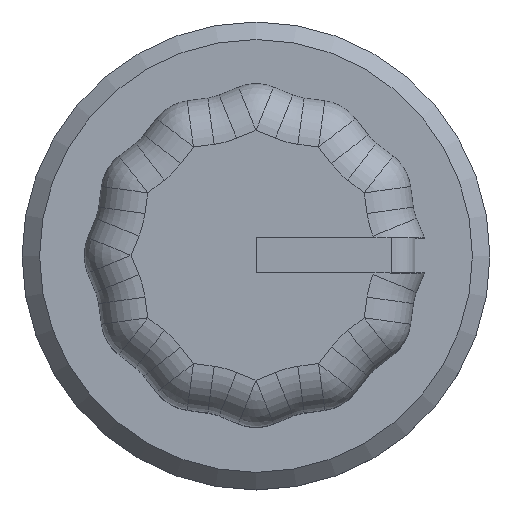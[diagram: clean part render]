
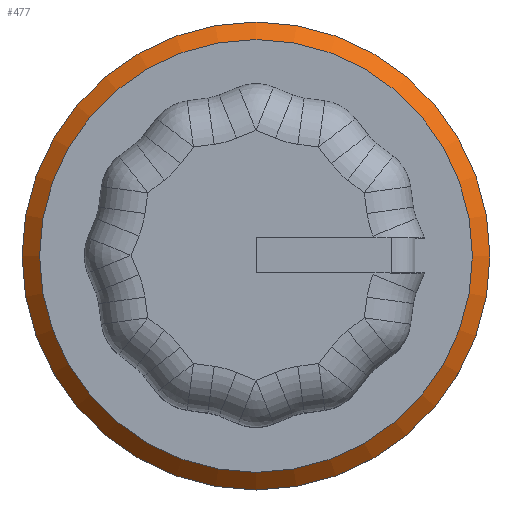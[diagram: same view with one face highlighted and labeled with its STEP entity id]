
A CAD part, top view. The second image highlights one B-rep face of the part: STEP entity #477.
In plain terms, the highlighted conical face has half-angle 45 degrees and reference radius 10 mm.
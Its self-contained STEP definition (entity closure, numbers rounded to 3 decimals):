
#21 = EDGE_CURVE('',#22,#22,#24,.T.);
#22 = VERTEX_POINT('',#23);
#23 = CARTESIAN_POINT('',(9.25,0.,0.));
#24 = CIRCLE('',#25,9.25);
#25 = AXIS2_PLACEMENT_3D('',#26,#27,#28);
#26 = CARTESIAN_POINT('',(0.,0.,0.));
#27 = DIRECTION('',(0.,0.,-1.));
#28 = DIRECTION('',(1.,0.,0.));
#477 = ADVANCED_FACE('',(#478),#497,.T.);
#478 = FACE_BOUND('',#479,.T.);
#479 = EDGE_LOOP('',(#480,#488,#489,#490));
#480 = ORIENTED_EDGE('',*,*,#481,.F.);
#481 = EDGE_CURVE('',#22,#482,#484,.T.);
#482 = VERTEX_POINT('',#483);
#483 = CARTESIAN_POINT('',(10.,0.,-0.75));
#484 = LINE('',#485,#486);
#485 = CARTESIAN_POINT('',(10.,0.,-0.75));
#486 = VECTOR('',#487,1.);
#487 = DIRECTION('',(0.707,0.,-0.707));
#488 = ORIENTED_EDGE('',*,*,#21,.T.);
#489 = ORIENTED_EDGE('',*,*,#481,.T.);
#490 = ORIENTED_EDGE('',*,*,#491,.F.);
#491 = EDGE_CURVE('',#482,#482,#492,.T.);
#492 = CIRCLE('',#493,10.);
#493 = AXIS2_PLACEMENT_3D('',#494,#495,#496);
#494 = CARTESIAN_POINT('',(0.,0.,-0.75));
#495 = DIRECTION('',(0.,0.,-1.));
#496 = DIRECTION('',(1.,0.,0.));
#497 = CONICAL_SURFACE('',#498,10.,0.785);
#498 = AXIS2_PLACEMENT_3D('',#499,#500,#501);
#499 = CARTESIAN_POINT('',(0.,0.,-0.75));
#500 = DIRECTION('',(-0.,-0.,-1.));
#501 = DIRECTION('',(1.,0.,0.));
